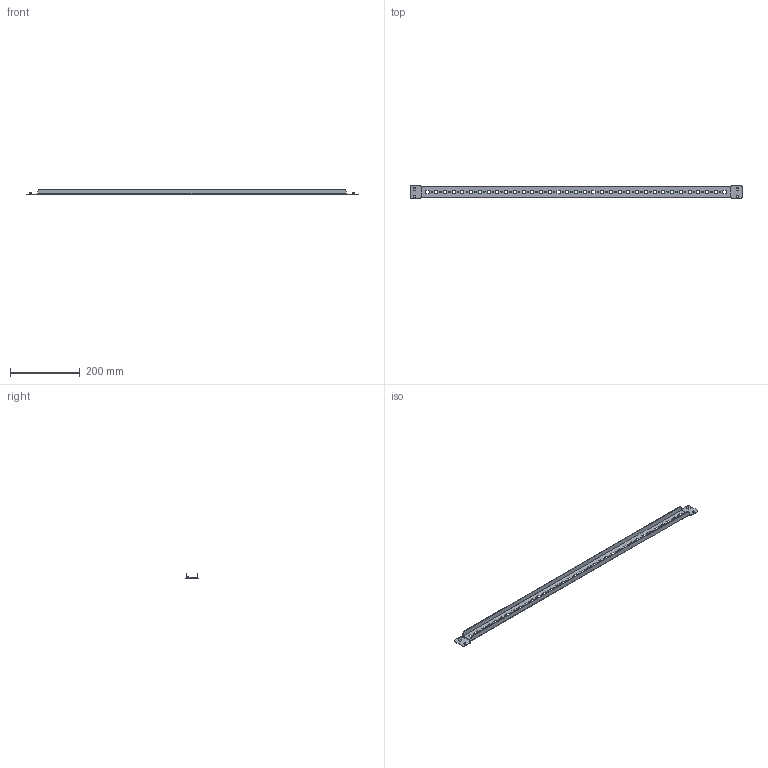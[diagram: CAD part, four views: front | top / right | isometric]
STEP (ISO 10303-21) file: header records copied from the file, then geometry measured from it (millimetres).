
FILE_DESCRIPTION (( 'STEP AP203' ), '1' );
FILE_NAME ('AC00C428quest.step', '2011-03-18T07:48:01', ( 'User' ), ( 'DKC' ), 'SwSTEP 2.0', 'SolidWorks 2011', '' );
FILE_SCHEMA (( 'CONFIG_CONTROL_DESIGN' ));
Length unit declared in the file: millimetre
Products named in the file (1): AC00C428quest
Bounding box: 950.02 x 40 x 17 mm (x, y, z)
Volume: 78769.2 mm3; surface area: 110876.9 mm2
Topology: 1 solids, 1 shells, 378 faces, 1036 edges, 660 vertices
Faces by surface type: plane 250, cylinder 128
Entity records: 12233 total; most frequent: CARTESIAN_POINT 2075, ORIENTED_EDGE 2072, DIRECTION 2054, EDGE_CURVE 1036, LINE 776, VECTOR 776, VERTEX_POINT 660, AXIS2_PLACEMENT_3D 639
